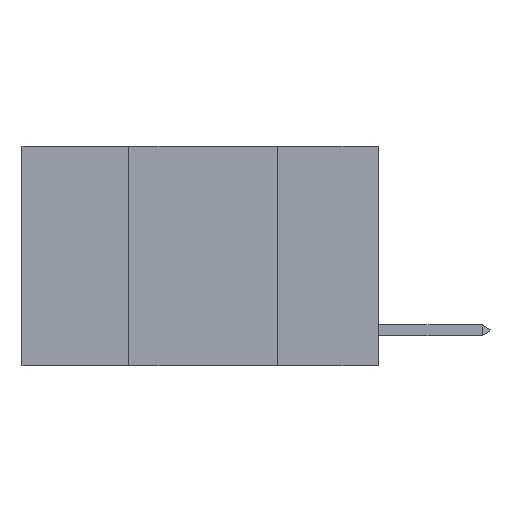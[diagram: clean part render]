
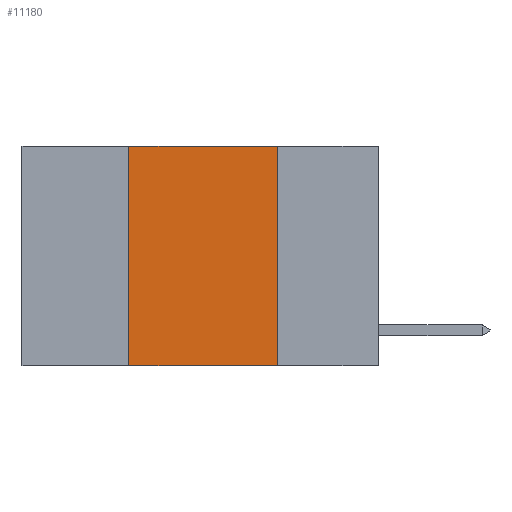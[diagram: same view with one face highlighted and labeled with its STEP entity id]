
A CAD part, left-side view. The second image highlights one B-rep face of the part: STEP entity #11180.
In plain terms, the highlighted planar face has unit normal (-1, 0, 0).
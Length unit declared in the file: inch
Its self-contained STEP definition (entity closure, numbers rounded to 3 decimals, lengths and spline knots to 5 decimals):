
#1688 = VERTEX_POINT ( 'NONE', #10725 ) ;
#3407 = VERTEX_POINT ( 'NONE', #9589 ) ;
#4237 = EDGE_LOOP ( 'NONE', ( #11189, #19986, #18065, #15015 ) ) ;
#4516 = DIRECTION ( 'NONE',  ( 0., -1., 0. ) ) ;
#4765 = FACE_OUTER_BOUND ( 'NONE', #4237, .T. ) ;
#5820 = CARTESIAN_POINT ( 'NONE',  ( 0., 0.17, 0. ) ) ;
#5894 = CARTESIAN_POINT ( 'NONE',  ( 0., 0.42, 0. ) ) ;
#6295 = EDGE_CURVE ( 'NONE', #15700, #16219, #16091, .T. ) ;
#6890 = VECTOR ( 'NONE', #12602, 39.37008 ) ;
#7083 = LINE ( 'NONE', #13873, #13377 ) ;
#7446 = CARTESIAN_POINT ( 'NONE',  ( 0., 0.42, -0.37 ) ) ;
#7811 = CARTESIAN_POINT ( 'NONE',  ( 0., 0.6, -0.37 ) ) ;
#7918 = VECTOR ( 'NONE', #16126, 39.37008 ) ;
#8011 = EDGE_CURVE ( 'NONE', #16219, #1688, #7083, .T. ) ;
#9589 = CARTESIAN_POINT ( 'NONE',  ( 0., 0.17, -0.37 ) ) ;
#9711 = DIRECTION ( 'NONE',  ( 1., 0., 0. ) ) ;
#10725 = CARTESIAN_POINT ( 'NONE',  ( 0., 0.17, 0. ) ) ;
#11180 = ADVANCED_FACE ( 'NONE', ( #4765 ), #14762, .F. ) ;
#11189 = ORIENTED_EDGE ( 'NONE', *, *, #15270, .F. ) ;
#12590 = CARTESIAN_POINT ( 'NONE',  ( 0., 0.42, 0. ) ) ;
#12602 = DIRECTION ( 'NONE',  ( 0., 0., 1. ) ) ;
#13377 = VECTOR ( 'NONE', #18465, 39.37008 ) ;
#13873 = CARTESIAN_POINT ( 'NONE',  ( 0., 0.6, 0. ) ) ;
#14432 = CARTESIAN_POINT ( 'NONE',  ( 0., 0.6, 0. ) ) ;
#14762 = PLANE ( 'NONE',  #20971 ) ;
#15015 = ORIENTED_EDGE ( 'NONE', *, *, #15274, .T. ) ;
#15270 = EDGE_CURVE ( 'NONE', #1688, #3407, #20873, .T. ) ;
#15274 = EDGE_CURVE ( 'NONE', #15700, #3407, #15914, .T. ) ;
#15700 = VERTEX_POINT ( 'NONE', #7446 ) ;
#15914 = LINE ( 'NONE', #7811, #19957 ) ;
#16091 = LINE ( 'NONE', #5894, #6890 ) ;
#16126 = DIRECTION ( 'NONE',  ( 0., 0., -1. ) ) ;
#16219 = VERTEX_POINT ( 'NONE', #12590 ) ;
#18065 = ORIENTED_EDGE ( 'NONE', *, *, #6295, .F. ) ;
#18119 = DIRECTION ( 'NONE',  ( 0., 0., -1. ) ) ;
#18465 = DIRECTION ( 'NONE',  ( 0., -1., 0. ) ) ;
#19957 = VECTOR ( 'NONE', #4516, 39.37008 ) ;
#19986 = ORIENTED_EDGE ( 'NONE', *, *, #8011, .F. ) ;
#20873 = LINE ( 'NONE', #5820, #7918 ) ;
#20971 = AXIS2_PLACEMENT_3D ( 'NONE', #14432, #9711, #18119 ) ;
